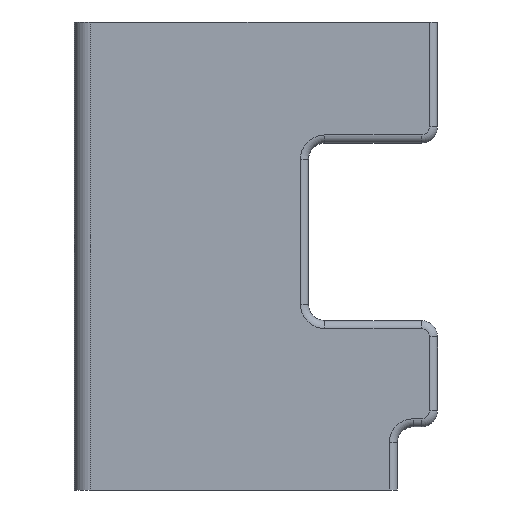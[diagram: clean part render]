
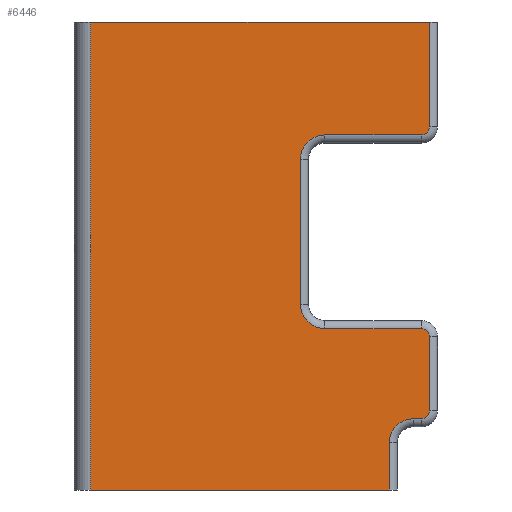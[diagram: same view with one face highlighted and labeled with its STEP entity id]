
A CAD part, left-side view. The second image highlights one B-rep face of the part: STEP entity #6446.
In plain terms, the highlighted planar face has unit normal (-1, 0, 0).
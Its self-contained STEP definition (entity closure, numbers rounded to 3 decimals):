
#12 = CIRCLE ( 'NONE', #1712, 1. ) ;
#37 = ORIENTED_EDGE ( 'NONE', *, *, #756, .T. ) ;
#106 = CARTESIAN_POINT ( 'NONE',  ( -29., 0., 44. ) ) ;
#179 = CARTESIAN_POINT ( 'NONE',  ( -29., -39., 0. ) ) ;
#193 = CARTESIAN_POINT ( 'NONE',  ( -29., -31., 41. ) ) ;
#261 = DIRECTION ( 'NONE',  ( -1., 0., 0. ) ) ;
#294 = VERTEX_POINT ( 'NONE', #5540 ) ;
#329 = ORIENTED_EDGE ( 'NONE', *, *, #3743, .T. ) ;
#444 = DIRECTION ( 'NONE',  ( 0., 1., 0. ) ) ;
#455 = AXIS2_PLACEMENT_3D ( 'NONE', #2528, #1482, #444 ) ;
#487 = EDGE_CURVE ( 'NONE', #4314, #3315, #5795, .T. ) ;
#500 = VERTEX_POINT ( 'NONE', #849 ) ;
#613 = EDGE_CURVE ( 'NONE', #1860, #500, #5537, .T. ) ;
#634 = DIRECTION ( 'NONE',  ( 1., 0., 0. ) ) ;
#646 = VECTOR ( 'NONE', #2700, 1000. ) ;
#748 = CARTESIAN_POINT ( 'NONE',  ( -29., -2., 0. ) ) ;
#749 = DIRECTION ( 'NONE',  ( 0., -1., 0. ) ) ;
#756 = EDGE_CURVE ( 'NONE', #2669, #1860, #4217, .T. ) ;
#768 = ORIENTED_EDGE ( 'NONE', *, *, #6228, .T. ) ;
#769 = DIRECTION ( 'NONE',  ( 0., -1., 0. ) ) ;
#803 = VECTOR ( 'NONE', #3276, 1000. ) ;
#813 = EDGE_CURVE ( 'NONE', #1790, #2345, #5744, .T. ) ;
#819 = CARTESIAN_POINT ( 'NONE',  ( -29., -39., 8. ) ) ;
#849 = CARTESIAN_POINT ( 'NONE',  ( -29., -31., 44. ) ) ;
#865 = ORIENTED_EDGE ( 'NONE', *, *, #2166, .T. ) ;
#979 = AXIS2_PLACEMENT_3D ( 'NONE', #3155, #4143, #5762 ) ;
#1010 = VERTEX_POINT ( 'NONE', #748 ) ;
#1189 = CARTESIAN_POINT ( 'NONE',  ( -29., -2., 0. ) ) ;
#1255 = CARTESIAN_POINT ( 'NONE',  ( -29., -44., 58. ) ) ;
#1286 = LINE ( 'NONE', #3681, #1936 ) ;
#1317 = DIRECTION ( 'NONE',  ( 0., 0., 1. ) ) ;
#1435 = CARTESIAN_POINT ( 'NONE',  ( -29., -44., 45. ) ) ;
#1482 = DIRECTION ( 'NONE',  ( 1., 0., 0. ) ) ;
#1518 = FACE_OUTER_BOUND ( 'NONE', #2489, .T. ) ;
#1520 = EDGE_CURVE ( 'NONE', #1010, #2185, #4261, .T. ) ;
#1552 = DIRECTION ( 'NONE',  ( 0., -1., 0. ) ) ;
#1708 = AXIS2_PLACEMENT_3D ( 'NONE', #1744, #6176, #2787 ) ;
#1712 = AXIS2_PLACEMENT_3D ( 'NONE', #6203, #6140, #4713 ) ;
#1736 = DIRECTION ( 'NONE',  ( 1., 0., 0. ) ) ;
#1740 = LINE ( 'NONE', #5269, #3283 ) ;
#1744 = CARTESIAN_POINT ( 'NONE',  ( -29., -42., 5.826 ) ) ;
#1779 = CARTESIAN_POINT ( 'NONE',  ( -29., 0., 20. ) ) ;
#1790 = VERTEX_POINT ( 'NONE', #2884 ) ;
#1810 = VERTEX_POINT ( 'NONE', #5400 ) ;
#1860 = VERTEX_POINT ( 'NONE', #1907 ) ;
#1870 = VERTEX_POINT ( 'NONE', #4422 ) ;
#1907 = CARTESIAN_POINT ( 'NONE',  ( -29., -28., 41. ) ) ;
#1936 = VECTOR ( 'NONE', #749, 1000. ) ;
#2092 = CARTESIAN_POINT ( 'NONE',  ( -29., -28., 41. ) ) ;
#2148 = DIRECTION ( 'NONE',  ( 0., 0., 1. ) ) ;
#2166 = EDGE_CURVE ( 'NONE', #1810, #1010, #5669, .T. ) ;
#2175 = VERTEX_POINT ( 'NONE', #3191 ) ;
#2178 = EDGE_CURVE ( 'NONE', #1870, #3011, #1286, .T. ) ;
#2185 = VERTEX_POINT ( 'NONE', #179 ) ;
#2230 = DIRECTION ( 'NONE',  ( 0., 1., 0. ) ) ;
#2251 = EDGE_CURVE ( 'NONE', #3011, #1790, #3797, .T. ) ;
#2345 = VERTEX_POINT ( 'NONE', #5412 ) ;
#2379 = ORIENTED_EDGE ( 'NONE', *, *, #3536, .T. ) ;
#2447 = AXIS2_PLACEMENT_3D ( 'NONE', #3760, #261, #5817 ) ;
#2451 = EDGE_CURVE ( 'NONE', #294, #2669, #3275, .T. ) ;
#2489 = EDGE_LOOP ( 'NONE', ( #3163, #4937, #329, #5909, #4051, #6411, #3492, #768, #5287, #37, #2490, #2379, #3208, #6175, #2940, #865 ) ) ;
#2490 = ORIENTED_EDGE ( 'NONE', *, *, #613, .T. ) ;
#2528 = CARTESIAN_POINT ( 'NONE',  ( -29., 0., 8. ) ) ;
#2549 = VERTEX_POINT ( 'NONE', #6240 ) ;
#2582 = DIRECTION ( 'NONE',  ( 0., 0., 1. ) ) ;
#2608 = EDGE_CURVE ( 'NONE', #3931, #4314, #3179, .T. ) ;
#2658 = EDGE_CURVE ( 'NONE', #1810, #3315, #1740, .T. ) ;
#2669 = VERTEX_POINT ( 'NONE', #4358 ) ;
#2700 = DIRECTION ( 'NONE',  ( 0., 0., -1. ) ) ;
#2743 = DIRECTION ( 'NONE',  ( 0., 0., 1. ) ) ;
#2787 = DIRECTION ( 'NONE',  ( 0., 1., 0. ) ) ;
#2842 = CARTESIAN_POINT ( 'NONE',  ( -29., -44., 19. ) ) ;
#2884 = CARTESIAN_POINT ( 'NONE',  ( -29., -44., 9.826 ) ) ;
#2935 = VECTOR ( 'NONE', #2582, 1000. ) ;
#2940 = ORIENTED_EDGE ( 'NONE', *, *, #2658, .F. ) ;
#3011 = VERTEX_POINT ( 'NONE', #4707 ) ;
#3037 = VECTOR ( 'NONE', #2743, 1000. ) ;
#3155 = CARTESIAN_POINT ( 'NONE',  ( -29., -43., 9.826 ) ) ;
#3163 = ORIENTED_EDGE ( 'NONE', *, *, #1520, .T. ) ;
#3179 = CIRCLE ( 'NONE', #2447, 1. ) ;
#3191 = CARTESIAN_POINT ( 'NONE',  ( -29., -39., 5.826 ) ) ;
#3208 = ORIENTED_EDGE ( 'NONE', *, *, #2608, .T. ) ;
#3275 = CIRCLE ( 'NONE', #5777, 3. ) ;
#3276 = DIRECTION ( 'NONE',  ( 0., -1., 0. ) ) ;
#3283 = VECTOR ( 'NONE', #769, 1000. ) ;
#3315 = VERTEX_POINT ( 'NONE', #1255 ) ;
#3492 = ORIENTED_EDGE ( 'NONE', *, *, #4062, .T. ) ;
#3536 = EDGE_CURVE ( 'NONE', #500, #3931, #5595, .T. ) ;
#3599 = CARTESIAN_POINT ( 'NONE',  ( -29., -43., 44. ) ) ;
#3673 = CARTESIAN_POINT ( 'NONE',  ( -29., -31., 23. ) ) ;
#3681 = CARTESIAN_POINT ( 'NONE',  ( -29., 0., 8.826 ) ) ;
#3711 = LINE ( 'NONE', #1779, #4548 ) ;
#3743 = EDGE_CURVE ( 'NONE', #2175, #1870, #6182, .T. ) ;
#3760 = CARTESIAN_POINT ( 'NONE',  ( -29., -43., 45. ) ) ;
#3797 = CIRCLE ( 'NONE', #979, 1. ) ;
#3931 = VERTEX_POINT ( 'NONE', #3599 ) ;
#4051 = ORIENTED_EDGE ( 'NONE', *, *, #2251, .T. ) ;
#4062 = EDGE_CURVE ( 'NONE', #2345, #2549, #12, .T. ) ;
#4143 = DIRECTION ( 'NONE',  ( -1., 0., 0. ) ) ;
#4217 = LINE ( 'NONE', #2092, #2935 ) ;
#4252 = VECTOR ( 'NONE', #2148, 1000. ) ;
#4261 = LINE ( 'NONE', #5753, #803 ) ;
#4314 = VERTEX_POINT ( 'NONE', #1435 ) ;
#4358 = CARTESIAN_POINT ( 'NONE',  ( -29., -28., 23. ) ) ;
#4422 = CARTESIAN_POINT ( 'NONE',  ( -29., -42., 8.826 ) ) ;
#4469 = EDGE_CURVE ( 'NONE', #2185, #2175, #4825, .T. ) ;
#4504 = AXIS2_PLACEMENT_3D ( 'NONE', #193, #1736, #5648 ) ;
#4548 = VECTOR ( 'NONE', #2230, 1000. ) ;
#4707 = CARTESIAN_POINT ( 'NONE',  ( -29., -43., 8.826 ) ) ;
#4713 = DIRECTION ( 'NONE',  ( 0., 1., 0. ) ) ;
#4825 = LINE ( 'NONE', #819, #4252 ) ;
#4937 = ORIENTED_EDGE ( 'NONE', *, *, #4469, .T. ) ;
#4961 = DIRECTION ( 'NONE',  ( 0., 1., 0. ) ) ;
#4994 = PLANE ( 'NONE',  #455 ) ;
#5244 = VECTOR ( 'NONE', #1552, 1000. ) ;
#5269 = CARTESIAN_POINT ( 'NONE',  ( -29., 0., 58. ) ) ;
#5287 = ORIENTED_EDGE ( 'NONE', *, *, #2451, .T. ) ;
#5400 = CARTESIAN_POINT ( 'NONE',  ( -29., -2., 58. ) ) ;
#5412 = CARTESIAN_POINT ( 'NONE',  ( -29., -44., 19. ) ) ;
#5537 = CIRCLE ( 'NONE', #4504, 3. ) ;
#5540 = CARTESIAN_POINT ( 'NONE',  ( -29., -31., 20. ) ) ;
#5595 = LINE ( 'NONE', #106, #5244 ) ;
#5648 = DIRECTION ( 'NONE',  ( 0., 1., 0. ) ) ;
#5669 = LINE ( 'NONE', #1189, #646 ) ;
#5728 = CARTESIAN_POINT ( 'NONE',  ( -29., -44., 58. ) ) ;
#5744 = LINE ( 'NONE', #2842, #3037 ) ;
#5753 = CARTESIAN_POINT ( 'NONE',  ( -29., 0., 0. ) ) ;
#5762 = DIRECTION ( 'NONE',  ( 0., 1., 0. ) ) ;
#5777 = AXIS2_PLACEMENT_3D ( 'NONE', #3673, #634, #4961 ) ;
#5795 = LINE ( 'NONE', #5728, #5850 ) ;
#5817 = DIRECTION ( 'NONE',  ( 0., 1., 0. ) ) ;
#5850 = VECTOR ( 'NONE', #1317, 1000. ) ;
#5909 = ORIENTED_EDGE ( 'NONE', *, *, #2178, .T. ) ;
#6140 = DIRECTION ( 'NONE',  ( -1., 0., 0. ) ) ;
#6175 = ORIENTED_EDGE ( 'NONE', *, *, #487, .T. ) ;
#6176 = DIRECTION ( 'NONE',  ( 1., 0., 0. ) ) ;
#6182 = CIRCLE ( 'NONE', #1708, 3. ) ;
#6203 = CARTESIAN_POINT ( 'NONE',  ( -29., -43., 19. ) ) ;
#6228 = EDGE_CURVE ( 'NONE', #2549, #294, #3711, .T. ) ;
#6240 = CARTESIAN_POINT ( 'NONE',  ( -29., -43., 20. ) ) ;
#6411 = ORIENTED_EDGE ( 'NONE', *, *, #813, .T. ) ;
#6446 = ADVANCED_FACE ( 'NONE', ( #1518 ), #4994, .F. ) ;
